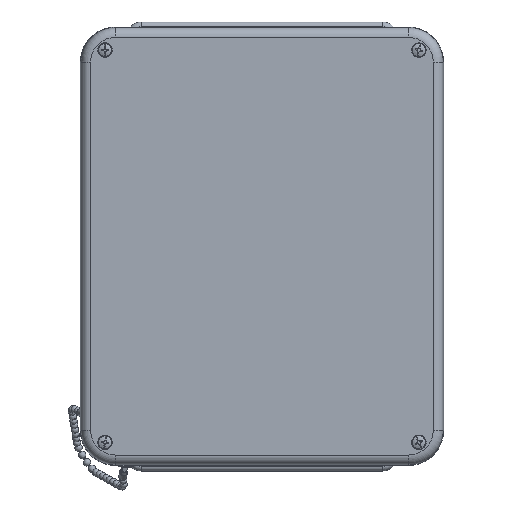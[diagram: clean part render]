
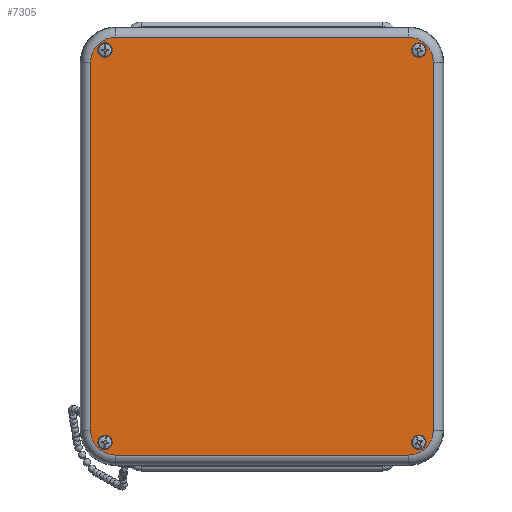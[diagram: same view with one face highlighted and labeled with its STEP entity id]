
A CAD part, top view. The second image highlights one B-rep face of the part: STEP entity #7305.
In plain terms, the highlighted planar face has unit normal (0, 0, 1).
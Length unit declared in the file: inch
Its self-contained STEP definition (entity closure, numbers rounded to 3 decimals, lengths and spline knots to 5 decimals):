
#599=LINE($,#13633,#915);
#601=LINE($,#13653,#917);
#604=LINE($,#13660,#920);
#606=LINE($,#13675,#922);
#915=VECTOR($,#9875,7.593);
#917=VECTOR($,#9899,9.538);
#920=VECTOR($,#9906,9.538);
#922=VECTOR($,#9926,7.593);
#1123=PLANE($,#8157);
#1296=FACE_BOUND($,#2451,.T.);
#1297=FACE_BOUND($,#2452,.T.);
#1298=FACE_BOUND($,#2453,.T.);
#1299=FACE_BOUND($,#2454,.T.);
#1881=FACE_OUTER_BOUND($,#2450,.T.);
#2450=EDGE_LOOP($,(#6031,#6032,#6033,#6034,#6035,#6036,#6037,#6038));
#2451=EDGE_LOOP($,(#6039));
#2452=EDGE_LOOP($,(#6040));
#2453=EDGE_LOOP($,(#6041));
#2454=EDGE_LOOP($,(#6042));
#3073=CIRCLE($,#8086,0.117);
#3075=CIRCLE($,#8089,0.117);
#3077=CIRCLE($,#8092,0.117);
#3079=CIRCLE($,#8095,0.117);
#3101=CIRCLE($,#8132,0.63801);
#3105=CIRCLE($,#8137,0.63801);
#3109=CIRCLE($,#8144,0.63801);
#3113=CIRCLE($,#8149,0.63801);
#3645=VERTEX_POINT($,#13544);
#3647=VERTEX_POINT($,#13549);
#3649=VERTEX_POINT($,#13554);
#3651=VERTEX_POINT($,#13559);
#3674=VERTEX_POINT($,#13630);
#3675=VERTEX_POINT($,#13632);
#3678=VERTEX_POINT($,#13639);
#3679=VERTEX_POINT($,#13644);
#3682=VERTEX_POINT($,#13651);
#3683=VERTEX_POINT($,#13656);
#3686=VERTEX_POINT($,#13663);
#3687=VERTEX_POINT($,#13668);
#4482=EDGE_CURVE($,#3645,#3645,#3073,.T.);
#4484=EDGE_CURVE($,#3647,#3647,#3075,.T.);
#4486=EDGE_CURVE($,#3649,#3649,#3077,.T.);
#4488=EDGE_CURVE($,#3651,#3651,#3079,.T.);
#4523=EDGE_CURVE($,#3674,#3675,#599,.T.);
#4527=EDGE_CURVE($,#3678,#3674,#3101,.T.);
#4531=EDGE_CURVE($,#3675,#3679,#3105,.T.);
#4533=EDGE_CURVE($,#3682,#3678,#601,.T.);
#4537=EDGE_CURVE($,#3679,#3683,#604,.T.);
#4539=EDGE_CURVE($,#3686,#3682,#3109,.T.);
#4543=EDGE_CURVE($,#3683,#3687,#3113,.T.);
#4545=EDGE_CURVE($,#3687,#3686,#606,.T.);
#6031=ORIENTED_EDGE($,*,*,#4523,.F.);
#6032=ORIENTED_EDGE($,*,*,#4527,.F.);
#6033=ORIENTED_EDGE($,*,*,#4533,.F.);
#6034=ORIENTED_EDGE($,*,*,#4539,.F.);
#6035=ORIENTED_EDGE($,*,*,#4545,.F.);
#6036=ORIENTED_EDGE($,*,*,#4543,.F.);
#6037=ORIENTED_EDGE($,*,*,#4537,.F.);
#6038=ORIENTED_EDGE($,*,*,#4531,.F.);
#6039=ORIENTED_EDGE($,*,*,#4482,.T.);
#6040=ORIENTED_EDGE($,*,*,#4484,.T.);
#6041=ORIENTED_EDGE($,*,*,#4486,.T.);
#6042=ORIENTED_EDGE($,*,*,#4488,.T.);
#7305=ADVANCED_FACE($,(#1881,#1296,#1297,#1298,#1299),#1123,.T.);
#8086=AXIS2_PLACEMENT_3D($,#13545,#9774,#9775);
#8089=AXIS2_PLACEMENT_3D($,#13550,#9780,#9781);
#8092=AXIS2_PLACEMENT_3D($,#13555,#9786,#9787);
#8095=AXIS2_PLACEMENT_3D($,#13560,#9792,#9793);
#8132=AXIS2_PLACEMENT_3D($,#13641,#9883,#9884);
#8137=AXIS2_PLACEMENT_3D($,#13648,#9893,#9894);
#8144=AXIS2_PLACEMENT_3D($,#13665,#9911,#9912);
#8149=AXIS2_PLACEMENT_3D($,#13672,#9921,#9922);
#8157=AXIS2_PLACEMENT_3D($,#13694,#9946,#9947);
#9774=DIRECTION('center_axis',(0.,0.,-1.));
#9775=DIRECTION('ref_axis',(1.,0.,0.));
#9780=DIRECTION('center_axis',(0.,0.,-1.));
#9781=DIRECTION('ref_axis',(1.,0.,0.));
#9786=DIRECTION('center_axis',(0.,0.,-1.));
#9787=DIRECTION('ref_axis',(1.,0.,0.));
#9792=DIRECTION('center_axis',(0.,0.,-1.));
#9793=DIRECTION('ref_axis',(1.,0.,0.));
#9875=DIRECTION($,(1.,0.,0.));
#9883=DIRECTION('center_axis',(0.,0.,-1.));
#9884=DIRECTION('ref_axis',(-0.707,0.707,0.));
#9893=DIRECTION('center_axis',(0.,0.,-1.));
#9894=DIRECTION('ref_axis',(0.707,0.707,0.));
#9899=DIRECTION($,(0.,1.,0.));
#9906=DIRECTION($,(0.,-1.,0.));
#9911=DIRECTION('center_axis',(0.,0.,-1.));
#9912=DIRECTION('ref_axis',(-0.707,-0.707,0.));
#9921=DIRECTION('center_axis',(0.,0.,-1.));
#9922=DIRECTION('ref_axis',(0.707,-0.707,0.));
#9926=DIRECTION($,(-1.,0.,0.));
#9946=DIRECTION('center_axis',(0.,0.,1.));
#9947=DIRECTION('ref_axis',(1.,0.,0.));
#13544=CARTESIAN_POINT('',(4.1795,-5.0781,0.765));
#13545=CARTESIAN_POINT('Origin',(4.0625,-5.0781,0.765));
#13549=CARTESIAN_POINT('',(4.1795,5.0781,0.765));
#13550=CARTESIAN_POINT('Origin',(4.0625,5.0781,0.765));
#13554=CARTESIAN_POINT('',(-3.9455,-5.0781,0.765));
#13555=CARTESIAN_POINT('Origin',(-4.0625,-5.0781,0.765));
#13559=CARTESIAN_POINT('',(-3.9455,5.0781,0.765));
#13560=CARTESIAN_POINT('Origin',(-4.0625,5.0781,0.765));
#13630=CARTESIAN_POINT('',(-3.7965,5.40701,0.765));
#13632=CARTESIAN_POINT('',(3.7965,5.40701,0.765));
#13633=CARTESIAN_POINT($,(-3.7965,5.40701,0.765));
#13639=CARTESIAN_POINT('',(-4.43451,4.769,0.765));
#13641=CARTESIAN_POINT('Origin',(-3.7965,4.769,0.765));
#13644=CARTESIAN_POINT('',(4.43451,4.769,0.765));
#13648=CARTESIAN_POINT('Origin',(3.7965,4.769,0.765));
#13651=CARTESIAN_POINT('',(-4.43451,-4.769,0.765));
#13653=CARTESIAN_POINT($,(-4.43451,-4.769,0.765));
#13656=CARTESIAN_POINT('',(4.43451,-4.769,0.765));
#13660=CARTESIAN_POINT($,(4.43451,4.769,0.765));
#13663=CARTESIAN_POINT('',(-3.7965,-5.40701,0.765));
#13665=CARTESIAN_POINT('Origin',(-3.7965,-4.769,0.765));
#13668=CARTESIAN_POINT('',(3.7965,-5.40701,0.765));
#13672=CARTESIAN_POINT('Origin',(3.7965,-4.769,0.765));
#13675=CARTESIAN_POINT($,(3.7965,-5.40701,0.765));
#13694=CARTESIAN_POINT('Origin',(0.,0.,0.765));
